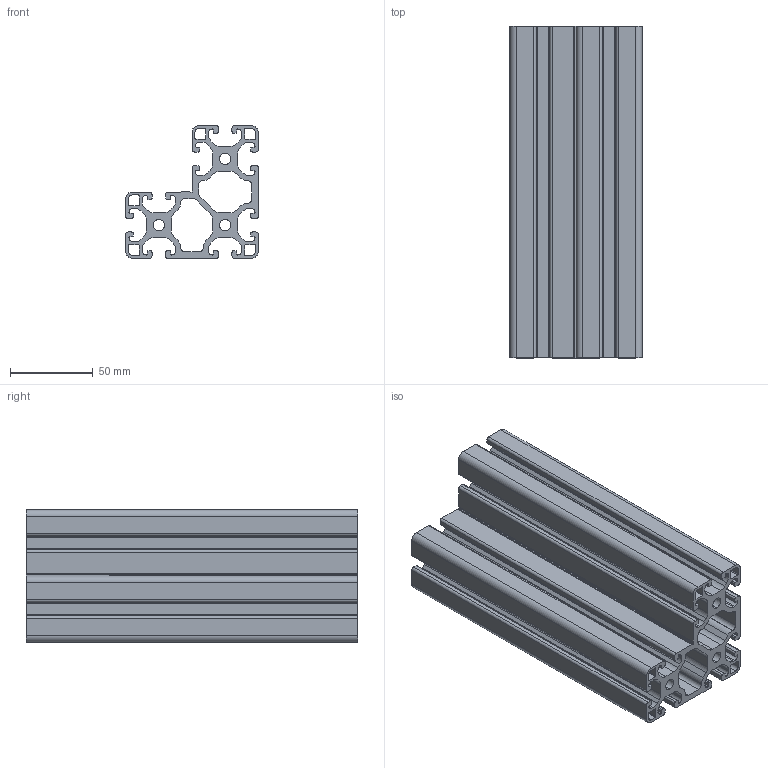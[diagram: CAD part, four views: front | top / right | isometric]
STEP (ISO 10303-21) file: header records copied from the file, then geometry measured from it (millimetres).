
FILE_DESCRIPTION (( 'STEP AP203' ), '1' );
FILE_NAME ('281808961_c_1.STEP', '2022-10-28T01:23:23', ( '' ), ( '' ), 'SwSTEP 2.0', 'SolidWorks 2014', '' );
FILE_SCHEMA (( 'CONFIG_CONTROL_DESIGN' ));
Length unit declared in the file: millimetre
Products named in the file (1): 281808961_c_1
Bounding box: 80 x 200 x 80 mm (x, y, z)
Volume: 355500.4 mm3; surface area: 216740.6 mm2
Topology: 1 solids, 1 shells, 318 faces, 948 edges, 632 vertices
Faces by surface type: cylinder 170, plane 148
Entity records: 10909 total; most frequent: DIRECTION 1926, CARTESIAN_POINT 1899, ORIENTED_EDGE 1896, EDGE_CURVE 948, AXIS2_PLACEMENT_3D 659, VERTEX_POINT 632, VECTOR 608, LINE 608
